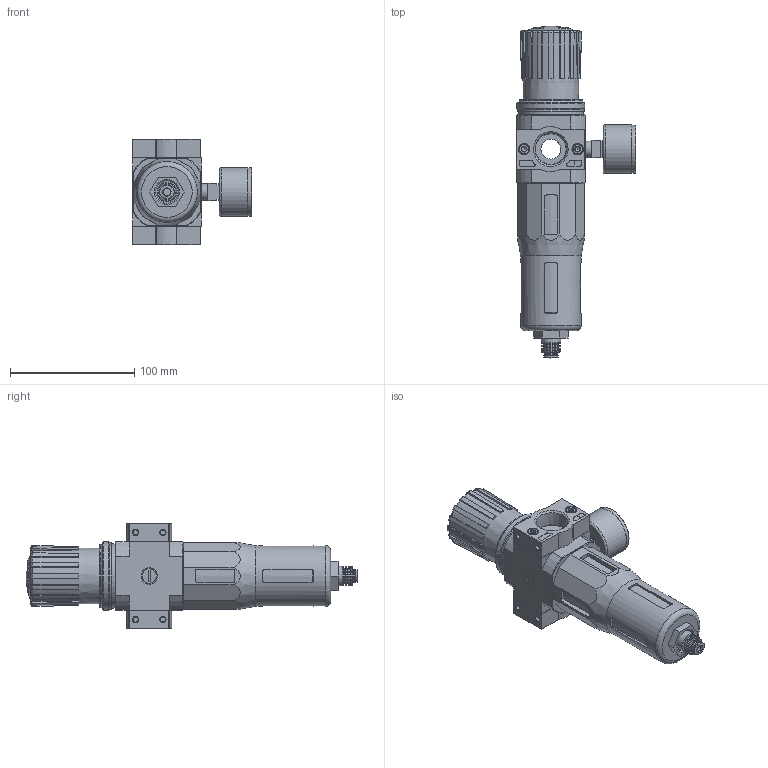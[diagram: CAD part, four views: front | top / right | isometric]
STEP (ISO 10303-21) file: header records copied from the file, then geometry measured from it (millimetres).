
FILE_DESCRIPTION(/* description */ ('STEP AP214'),/* implementation_level */ '2;1');
FILE_NAME(/* name */ '173801_LFR-3_4-D-5M-MIDI-A-NPT',/* time_stamp */ '2024-09-04T14:46:07+02:00',/* author */ ('License CC BY-ND 4.0'),/* organization */ ('CADENAS'),/* preprocessor_version */ 'ST-DEVELOPER v19.3',/* originating_system */ 'PARTsolutions',/* authorisation */ ' ');
FILE_SCHEMA (('AUTOMOTIVE_DESIGN {1 0 10303 214 3 1 1}'));
Length unit declared in the file: millimetre
Products named in the file (9): 173801 LFR-3/4-D-5M-MIDI-A-NPT---(0); 127311 LFR-D-5M-MIDI-A--(0); 8003639 PAGN-40-16-G14; 679806 PBL-3/4-D-MIDI-R-NPT--P1; DIN-912 - M5x18(F); 679805 PBL-3/4-D-MIDI-L-NPT--P1; 398012 LRVS-D-MINI; 373846 LR-MIDI; 526489 MS4-LFR-V
Assembly tree (11 placements, depth 2):
  173801 LFR-3/4-D-5M-MIDI-A-NPT---(0)
    127311 LFR-D-5M-MIDI-A--(0)
    8003639 PAGN-40-16-G14
    679806 PBL-3/4-D-MIDI-R-NPT--P1
    DIN-912 - M5x18(F)  x4
    679805 PBL-3/4-D-MIDI-L-NPT--P1
    398012 LRVS-D-MINI
    373846 LR-MIDI
    526489 MS4-LFR-V
Bounding box: 96.35 x 266.72 x 85 mm (x, y, z)
Volume: 580732.7 mm3; surface area: 83179.7 mm2
Topology: 11 solids, 12 shells, 645 faces, 1546 edges, 980 vertices
Faces by surface type: plane 323, cylinder 139, cone 116, torus 62, sphere 5
Full cylindrical faces by diameter (mm): 4.134 x8, 5 x4, 6 x1, 6.3 x1, 8.5 x4, 8.7 x1, 9.6 x1, 11 x2, 11.2 x1, 11.4 x1, 11.445 x2, 11.6 x1, 11.8 x1, 13.157 x2, 15.8 x1, 16 x1, 18 x1, 26.4 x1, 29.7 x1, 30.8 x1, 38.7 x1, 39 x2, 48.7 x1, 50.16 x1, 50.376 x1, 52 x1, 53.5 x1, 54.8 x1
Entity records: 19185 total; most frequent: CARTESIAN_POINT 3682, DIRECTION 2658, ORIENTED_EDGE 2524, EDGE_CURVE 1262, AXIS2_PLACEMENT_3D 1069, VERTEX_POINT 883, FACE_BOUND 747, EDGE_LOOP 746
